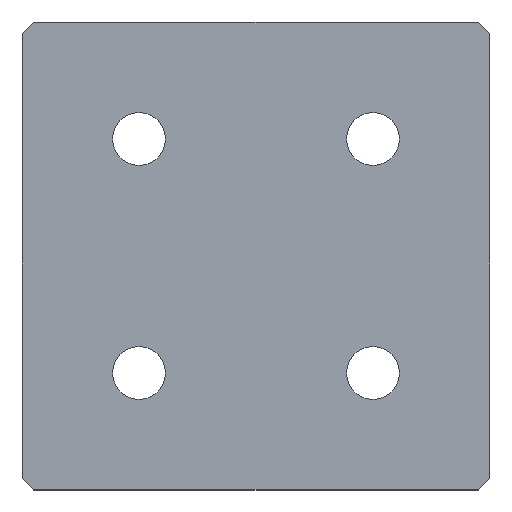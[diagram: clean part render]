
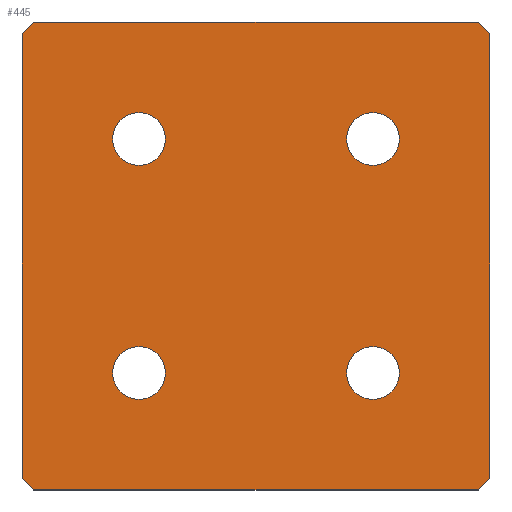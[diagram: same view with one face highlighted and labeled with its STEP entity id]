
A CAD part, top view. The second image highlights one B-rep face of the part: STEP entity #445.
In plain terms, the highlighted planar face has unit normal (0, 0, 1).
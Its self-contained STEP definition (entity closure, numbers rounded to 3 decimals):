
#1 = DIRECTION ( 'NONE',  ( 0., 1., 0. ) ) ;
#13 = EDGE_CURVE ( 'NONE', #117, #363, #369, .T. ) ;
#14 = VERTEX_POINT ( 'NONE', #22 ) ;
#18 = VERTEX_POINT ( 'NONE', #473 ) ;
#21 = DIRECTION ( 'NONE',  ( 0.707, 0.707, 0. ) ) ;
#22 = CARTESIAN_POINT ( 'NONE',  ( -40., -38., 2. ) ) ;
#24 = DIRECTION ( 'NONE',  ( 0., 0., -1. ) ) ;
#26 = ORIENTED_EDGE ( 'NONE', *, *, #85, .F. ) ;
#43 = CIRCLE ( 'NONE', #533, 4.5 ) ;
#48 = DIRECTION ( 'NONE',  ( 1., 0., 0. ) ) ;
#51 = EDGE_CURVE ( 'NONE', #507, #313, #69, .T. ) ;
#59 = CARTESIAN_POINT ( 'NONE',  ( 40., -38., 2. ) ) ;
#62 = AXIS2_PLACEMENT_3D ( 'NONE', #264, #183, #381 ) ;
#67 = ORIENTED_EDGE ( 'NONE', *, *, #13, .F. ) ;
#69 = CIRCLE ( 'NONE', #622, 4.5 ) ;
#71 = FACE_BOUND ( 'NONE', #179, .T. ) ;
#75 = VERTEX_POINT ( 'NONE', #233 ) ;
#76 = DIRECTION ( 'NONE',  ( 0., 0., 1. ) ) ;
#81 = DIRECTION ( 'NONE',  ( -1., 0., 0. ) ) ;
#82 = VERTEX_POINT ( 'NONE', #348 ) ;
#85 = EDGE_CURVE ( 'NONE', #313, #507, #155, .T. ) ;
#100 = EDGE_CURVE ( 'NONE', #250, #362, #190, .T. ) ;
#103 = CARTESIAN_POINT ( 'NONE',  ( 15.5, -20., 2. ) ) ;
#110 = AXIS2_PLACEMENT_3D ( 'NONE', #118, #261, #466 ) ;
#114 = CARTESIAN_POINT ( 'NONE',  ( -40., 40., 2. ) ) ;
#115 = VERTEX_POINT ( 'NONE', #154 ) ;
#116 = LINE ( 'NONE', #465, #542 ) ;
#117 = VERTEX_POINT ( 'NONE', #103 ) ;
#118 = CARTESIAN_POINT ( 'NONE',  ( 20., -20., 2. ) ) ;
#120 = LINE ( 'NONE', #607, #146 ) ;
#122 = EDGE_LOOP ( 'NONE', ( #212, #499 ) ) ;
#123 = CIRCLE ( 'NONE', #62, 4.5 ) ;
#128 = FACE_BOUND ( 'NONE', #356, .T. ) ;
#130 = EDGE_CURVE ( 'NONE', #18, #624, #527, .T. ) ;
#131 = DIRECTION ( 'NONE',  ( -0.707, -0.707, 0. ) ) ;
#132 = FACE_BOUND ( 'NONE', #122, .T. ) ;
#141 = DIRECTION ( 'NONE',  ( 1., 0., 0. ) ) ;
#146 = VECTOR ( 'NONE', #223, 1000. ) ;
#149 = CARTESIAN_POINT ( 'NONE',  ( 38., 40., 2. ) ) ;
#151 = DIRECTION ( 'NONE',  ( 1., 0., 0. ) ) ;
#154 = CARTESIAN_POINT ( 'NONE',  ( -15.5, -20., 2. ) ) ;
#155 = CIRCLE ( 'NONE', #484, 4.5 ) ;
#156 = DIRECTION ( 'NONE',  ( 0., 0., 1. ) ) ;
#157 = VECTOR ( 'NONE', #459, 1000. ) ;
#162 = VERTEX_POINT ( 'NONE', #485 ) ;
#166 = CIRCLE ( 'NONE', #222, 4.5 ) ;
#170 = PLANE ( 'NONE',  #343 ) ;
#179 = EDGE_LOOP ( 'NONE', ( #303, #454 ) ) ;
#181 = CARTESIAN_POINT ( 'NONE',  ( -38., -40., 2. ) ) ;
#183 = DIRECTION ( 'NONE',  ( 0., 0., 1. ) ) ;
#190 = LINE ( 'NONE', #287, #501 ) ;
#200 = EDGE_CURVE ( 'NONE', #319, #162, #228, .T. ) ;
#203 = CARTESIAN_POINT ( 'NONE',  ( -40., 38., 2. ) ) ;
#207 = EDGE_CURVE ( 'NONE', #115, #608, #524, .T. ) ;
#208 = EDGE_LOOP ( 'NONE', ( #458, #513, #481, #594, #280, #368, #326, #265 ) ) ;
#212 = ORIENTED_EDGE ( 'NONE', *, *, #207, .F. ) ;
#213 = DIRECTION ( 'NONE',  ( 1., 0., 0. ) ) ;
#216 = VERTEX_POINT ( 'NONE', #226 ) ;
#222 = AXIS2_PLACEMENT_3D ( 'NONE', #419, #76, #213 ) ;
#223 = DIRECTION ( 'NONE',  ( 0., -1., 0. ) ) ;
#224 = EDGE_CURVE ( 'NONE', #363, #117, #43, .T. ) ;
#226 = CARTESIAN_POINT ( 'NONE',  ( -24.5, 20., 2. ) ) ;
#228 = LINE ( 'NONE', #430, #443 ) ;
#233 = CARTESIAN_POINT ( 'NONE',  ( 38., 40., 2. ) ) ;
#241 = CARTESIAN_POINT ( 'NONE',  ( -38., -40., 2. ) ) ;
#250 = VERTEX_POINT ( 'NONE', #59 ) ;
#261 = DIRECTION ( 'NONE',  ( 0., 0., 1. ) ) ;
#264 = CARTESIAN_POINT ( 'NONE',  ( -20., -20., 2. ) ) ;
#265 = ORIENTED_EDGE ( 'NONE', *, *, #130, .T. ) ;
#280 = ORIENTED_EDGE ( 'NONE', *, *, #100, .T. ) ;
#282 = CARTESIAN_POINT ( 'NONE',  ( 20., 20., 2. ) ) ;
#284 = VECTOR ( 'NONE', #617, 1000. ) ;
#285 = CARTESIAN_POINT ( 'NONE',  ( 20., 20., 2. ) ) ;
#287 = CARTESIAN_POINT ( 'NONE',  ( 40., -40., 2. ) ) ;
#303 = ORIENTED_EDGE ( 'NONE', *, *, #450, .F. ) ;
#313 = VERTEX_POINT ( 'NONE', #493 ) ;
#319 = VERTEX_POINT ( 'NONE', #241 ) ;
#324 = DIRECTION ( 'NONE',  ( 0., 0., 1. ) ) ;
#325 = CARTESIAN_POINT ( 'NONE',  ( 15.5, 20., 2. ) ) ;
#326 = ORIENTED_EDGE ( 'NONE', *, *, #375, .T. ) ;
#330 = DIRECTION ( 'NONE',  ( 0., 0., 1. ) ) ;
#334 = FACE_BOUND ( 'NONE', #418, .T. ) ;
#343 = AXIS2_PLACEMENT_3D ( 'NONE', #468, #24, #81 ) ;
#348 = CARTESIAN_POINT ( 'NONE',  ( -15.5, 20., 2. ) ) ;
#356 = EDGE_LOOP ( 'NONE', ( #388, #67 ) ) ;
#362 = VERTEX_POINT ( 'NONE', #552 ) ;
#363 = VERTEX_POINT ( 'NONE', #456 ) ;
#368 = ORIENTED_EDGE ( 'NONE', *, *, #528, .T. ) ;
#369 = CIRCLE ( 'NONE', #110, 4.5 ) ;
#375 = EDGE_CURVE ( 'NONE', #75, #18, #408, .T. ) ;
#381 = DIRECTION ( 'NONE',  ( 1., 0., 0. ) ) ;
#388 = ORIENTED_EDGE ( 'NONE', *, *, #224, .F. ) ;
#401 = EDGE_CURVE ( 'NONE', #162, #250, #116, .T. ) ;
#408 = LINE ( 'NONE', #114, #157 ) ;
#410 = EDGE_CURVE ( 'NONE', #216, #82, #425, .T. ) ;
#414 = ORIENTED_EDGE ( 'NONE', *, *, #51, .F. ) ;
#418 = EDGE_LOOP ( 'NONE', ( #26, #414 ) ) ;
#419 = CARTESIAN_POINT ( 'NONE',  ( -20., 20., 2. ) ) ;
#425 = CIRCLE ( 'NONE', #551, 4.5 ) ;
#428 = CARTESIAN_POINT ( 'NONE',  ( 20., -20., 2. ) ) ;
#430 = CARTESIAN_POINT ( 'NONE',  ( -40., -40., 2. ) ) ;
#434 = EDGE_CURVE ( 'NONE', #608, #115, #123, .T. ) ;
#443 = VECTOR ( 'NONE', #626, 1000. ) ;
#445 = ADVANCED_FACE ( 'NONE', ( #71, #334, #132, #128, #529 ), #170, .F. ) ;
#450 = EDGE_CURVE ( 'NONE', #82, #216, #166, .T. ) ;
#451 = VECTOR ( 'NONE', #131, 1000. ) ;
#454 = ORIENTED_EDGE ( 'NONE', *, *, #410, .F. ) ;
#456 = CARTESIAN_POINT ( 'NONE',  ( 24.5, -20., 2. ) ) ;
#458 = ORIENTED_EDGE ( 'NONE', *, *, #495, .T. ) ;
#459 = DIRECTION ( 'NONE',  ( -1., 0., 0. ) ) ;
#465 = CARTESIAN_POINT ( 'NONE',  ( 40., -38., 2. ) ) ;
#466 = DIRECTION ( 'NONE',  ( 1., 0., 0. ) ) ;
#468 = CARTESIAN_POINT ( 'NONE',  ( 0., 0., 2. ) ) ;
#473 = CARTESIAN_POINT ( 'NONE',  ( -38., 40., 2. ) ) ;
#476 = LINE ( 'NONE', #181, #284 ) ;
#478 = DIRECTION ( 'NONE',  ( 1., 0., 0. ) ) ;
#481 = ORIENTED_EDGE ( 'NONE', *, *, #200, .T. ) ;
#483 = DIRECTION ( 'NONE',  ( 0., 0., 1. ) ) ;
#484 = AXIS2_PLACEMENT_3D ( 'NONE', #285, #486, #48 ) ;
#485 = CARTESIAN_POINT ( 'NONE',  ( 38., -40., 2. ) ) ;
#486 = DIRECTION ( 'NONE',  ( 0., 0., 1. ) ) ;
#493 = CARTESIAN_POINT ( 'NONE',  ( 24.5, 20., 2. ) ) ;
#495 = EDGE_CURVE ( 'NONE', #624, #14, #120, .T. ) ;
#499 = ORIENTED_EDGE ( 'NONE', *, *, #434, .F. ) ;
#501 = VECTOR ( 'NONE', #1, 1000. ) ;
#507 = VERTEX_POINT ( 'NONE', #325 ) ;
#513 = ORIENTED_EDGE ( 'NONE', *, *, #521, .T. ) ;
#516 = CARTESIAN_POINT ( 'NONE',  ( -20., -20., 2. ) ) ;
#521 = EDGE_CURVE ( 'NONE', #14, #319, #476, .T. ) ;
#524 = CIRCLE ( 'NONE', #583, 4.5 ) ;
#526 = VECTOR ( 'NONE', #548, 1000. ) ;
#527 = LINE ( 'NONE', #578, #451 ) ;
#528 = EDGE_CURVE ( 'NONE', #362, #75, #628, .T. ) ;
#529 = FACE_OUTER_BOUND ( 'NONE', #208, .T. ) ;
#533 = AXIS2_PLACEMENT_3D ( 'NONE', #428, #330, #151 ) ;
#536 = CARTESIAN_POINT ( 'NONE',  ( -24.5, -20., 2. ) ) ;
#542 = VECTOR ( 'NONE', #21, 1000. ) ;
#548 = DIRECTION ( 'NONE',  ( -0.707, 0.707, 0. ) ) ;
#551 = AXIS2_PLACEMENT_3D ( 'NONE', #588, #156, #619 ) ;
#552 = CARTESIAN_POINT ( 'NONE',  ( 40., 38., 2. ) ) ;
#578 = CARTESIAN_POINT ( 'NONE',  ( -40., 38., 2. ) ) ;
#583 = AXIS2_PLACEMENT_3D ( 'NONE', #516, #324, #478 ) ;
#588 = CARTESIAN_POINT ( 'NONE',  ( -20., 20., 2. ) ) ;
#594 = ORIENTED_EDGE ( 'NONE', *, *, #401, .T. ) ;
#607 = CARTESIAN_POINT ( 'NONE',  ( -40., -40., 2. ) ) ;
#608 = VERTEX_POINT ( 'NONE', #536 ) ;
#617 = DIRECTION ( 'NONE',  ( 0.707, -0.707, 0. ) ) ;
#619 = DIRECTION ( 'NONE',  ( 1., 0., 0. ) ) ;
#622 = AXIS2_PLACEMENT_3D ( 'NONE', #282, #483, #141 ) ;
#624 = VERTEX_POINT ( 'NONE', #203 ) ;
#626 = DIRECTION ( 'NONE',  ( 1., 0., 0. ) ) ;
#628 = LINE ( 'NONE', #149, #526 ) ;
